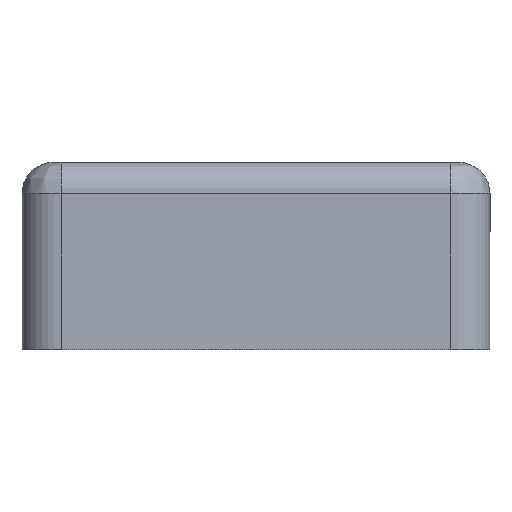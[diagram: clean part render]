
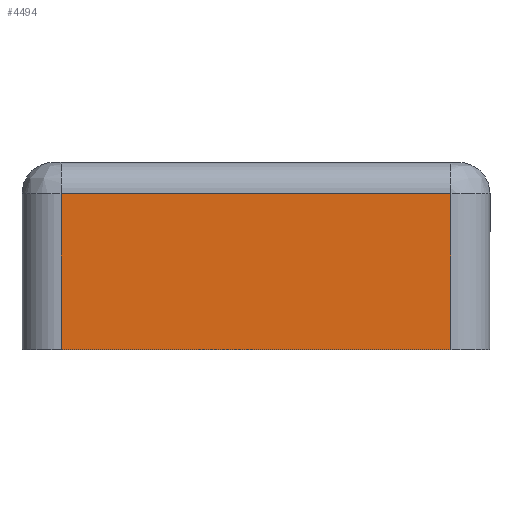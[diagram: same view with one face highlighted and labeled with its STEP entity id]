
A CAD part, front view. The second image highlights one B-rep face of the part: STEP entity #4494.
In plain terms, the highlighted planar face has unit normal (0, -1, 0).
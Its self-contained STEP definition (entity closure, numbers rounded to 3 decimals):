
#608 = AXIS2_PLACEMENT_3D ( 'NONE', #8811, #3989, #9639 ) ;
#647 = EDGE_CURVE ( 'NONE', #6207, #3724, #4745, .T. ) ;
#747 = LINE ( 'NONE', #3318, #8942 ) ;
#750 = LINE ( 'NONE', #1749, #6805 ) ;
#1095 = EDGE_CURVE ( 'NONE', #10006, #6207, #4209, .T. ) ;
#1119 = CARTESIAN_POINT ( 'NONE',  ( -12.5, -30., 12. ) ) ;
#1249 = FACE_OUTER_BOUND ( 'NONE', #10235, .T. ) ;
#1749 = CARTESIAN_POINT ( 'NONE',  ( 15., -30., 0. ) ) ;
#2605 = VECTOR ( 'NONE', #9522, 1000. ) ;
#2676 = EDGE_CURVE ( 'NONE', #5535, #10006, #750, .T. ) ;
#3318 = CARTESIAN_POINT ( 'NONE',  ( 12.5, -30., 12. ) ) ;
#3371 = ORIENTED_EDGE ( 'NONE', *, *, #8212, .F. ) ;
#3724 = VERTEX_POINT ( 'NONE', #5869 ) ;
#3953 = PLANE ( 'NONE',  #608 ) ;
#3965 = VECTOR ( 'NONE', #6681, 1000. ) ;
#3989 = DIRECTION ( 'NONE',  ( 0., 1., 0. ) ) ;
#4209 = LINE ( 'NONE', #1119, #3965 ) ;
#4494 = ADVANCED_FACE ( 'NONE', ( #1249 ), #3953, .F. ) ;
#4745 = LINE ( 'NONE', #7881, #2605 ) ;
#5535 = VERTEX_POINT ( 'NONE', #10048 ) ;
#5562 = CARTESIAN_POINT ( 'NONE',  ( -12.5, -30., 10. ) ) ;
#5765 = DIRECTION ( 'NONE',  ( 0., 0., -1. ) ) ;
#5869 = CARTESIAN_POINT ( 'NONE',  ( 12.5, -30., 10. ) ) ;
#5960 = ORIENTED_EDGE ( 'NONE', *, *, #647, .F. ) ;
#6207 = VERTEX_POINT ( 'NONE', #5562 ) ;
#6513 = DIRECTION ( 'NONE',  ( -1., 0., 0. ) ) ;
#6681 = DIRECTION ( 'NONE',  ( 0., 0., 1. ) ) ;
#6805 = VECTOR ( 'NONE', #6513, 1000. ) ;
#7319 = ORIENTED_EDGE ( 'NONE', *, *, #2676, .F. ) ;
#7566 = ORIENTED_EDGE ( 'NONE', *, *, #1095, .F. ) ;
#7881 = CARTESIAN_POINT ( 'NONE',  ( -15., -30., 10. ) ) ;
#8174 = CARTESIAN_POINT ( 'NONE',  ( -12.5, -30., 0. ) ) ;
#8212 = EDGE_CURVE ( 'NONE', #3724, #5535, #747, .T. ) ;
#8811 = CARTESIAN_POINT ( 'NONE',  ( -15., -30., 12. ) ) ;
#8942 = VECTOR ( 'NONE', #5765, 1000. ) ;
#9522 = DIRECTION ( 'NONE',  ( 1., 0., 0. ) ) ;
#9639 = DIRECTION ( 'NONE',  ( 0., 0., 1. ) ) ;
#10006 = VERTEX_POINT ( 'NONE', #8174 ) ;
#10048 = CARTESIAN_POINT ( 'NONE',  ( 12.5, -30., 0. ) ) ;
#10235 = EDGE_LOOP ( 'NONE', ( #5960, #7566, #7319, #3371 ) ) ;
